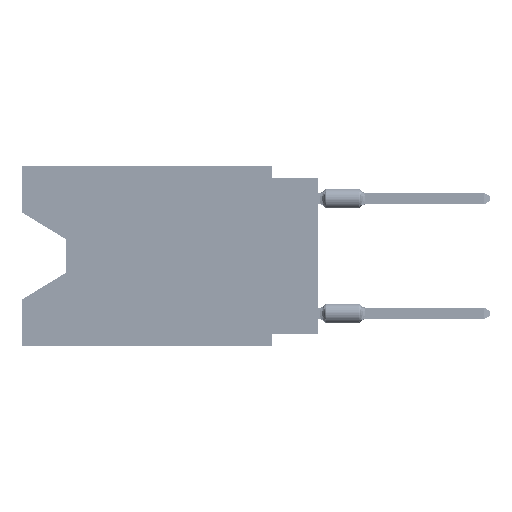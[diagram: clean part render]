
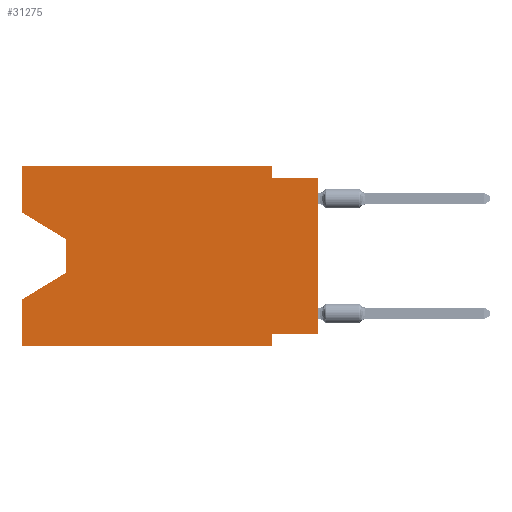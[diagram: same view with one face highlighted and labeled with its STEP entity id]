
A CAD part, left-side view. The second image highlights one B-rep face of the part: STEP entity #31275.
In plain terms, the highlighted planar face has unit normal (-1, 0, 0).
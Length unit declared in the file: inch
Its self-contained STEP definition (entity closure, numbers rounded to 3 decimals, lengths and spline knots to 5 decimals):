
#1060 = ORIENTED_EDGE ( 'NONE', *, *, #32726, .F. ) ;
#1792 = CARTESIAN_POINT ( 'NONE',  ( 0., 0.645, 0. ) ) ;
#2383 = ORIENTED_EDGE ( 'NONE', *, *, #39489, .F. ) ;
#3280 = CARTESIAN_POINT ( 'NONE',  ( 0., 0., -0.025 ) ) ;
#4318 = VECTOR ( 'NONE', #55863, 39.37008 ) ;
#7104 = AXIS2_PLACEMENT_3D ( 'NONE', #79957, #59180, #67119 ) ;
#8404 = LINE ( 'NONE', #1792, #17740 ) ;
#9932 = CARTESIAN_POINT ( 'NONE',  ( 0., 0.645, 0. ) ) ;
#10128 = ORIENTED_EDGE ( 'NONE', *, *, #62427, .F. ) ;
#11315 = CARTESIAN_POINT ( 'NONE',  ( 0., 0.55, -0.158 ) ) ;
#12052 = CARTESIAN_POINT ( 'NONE',  ( 0., 0.645, 0. ) ) ;
#12720 = VERTEX_POINT ( 'NONE', #17614 ) ;
#12990 = LINE ( 'NONE', #59768, #37714 ) ;
#13720 = FACE_OUTER_BOUND ( 'NONE', #60471, .T. ) ;
#13918 = DIRECTION ( 'NONE',  ( 0., 0., -1. ) ) ;
#15536 = CARTESIAN_POINT ( 'NONE',  ( 0., 0.1, -0.365 ) ) ;
#16908 = VECTOR ( 'NONE', #73656, 39.37008 ) ;
#17614 = CARTESIAN_POINT ( 'NONE',  ( 0., 0.1, -0.39 ) ) ;
#17740 = VECTOR ( 'NONE', #49448, 39.37008 ) ;
#19452 = VERTEX_POINT ( 'NONE', #15536 ) ;
#19779 = LINE ( 'NONE', #25537, #16908 ) ;
#20976 = VECTOR ( 'NONE', #50521, 39.37008 ) ;
#21851 = LINE ( 'NONE', #82779, #80075 ) ;
#22612 = EDGE_CURVE ( 'NONE', #69923, #76333, #19779, .T. ) ;
#23054 = CARTESIAN_POINT ( 'NONE',  ( 0., 0.55, -0.232 ) ) ;
#23384 = EDGE_CURVE ( 'NONE', #42155, #51473, #87032, .T. ) ;
#23588 = VECTOR ( 'NONE', #53453, 39.37008 ) ;
#24006 = EDGE_CURVE ( 'NONE', #45725, #69504, #63468, .T. ) ;
#24380 = EDGE_CURVE ( 'NONE', #19452, #12720, #57919, .T. ) ;
#25537 = CARTESIAN_POINT ( 'NONE',  ( 0., 0.1, 0. ) ) ;
#26443 = VECTOR ( 'NONE', #53632, 39.37008 ) ;
#28611 = DIRECTION ( 'NONE',  ( 0., -0.855, -0.519 ) ) ;
#28823 = LINE ( 'NONE', #43808, #66500 ) ;
#31275 = ADVANCED_FACE ( 'NONE', ( #13720 ), #64641, .F. ) ;
#32726 = EDGE_CURVE ( 'NONE', #42155, #19452, #28823, .T. ) ;
#32742 = VERTEX_POINT ( 'NONE', #50014 ) ;
#35147 = ORIENTED_EDGE ( 'NONE', *, *, #23384, .T. ) ;
#37714 = VECTOR ( 'NONE', #46518, 39.37008 ) ;
#38135 = CARTESIAN_POINT ( 'NONE',  ( 0., 0.1, 0. ) ) ;
#39489 = EDGE_CURVE ( 'NONE', #45725, #57277, #58438, .T. ) ;
#39925 = VERTEX_POINT ( 'NONE', #23054 ) ;
#42129 = DIRECTION ( 'NONE',  ( 0., -1., 0. ) ) ;
#42155 = VERTEX_POINT ( 'NONE', #53130 ) ;
#42198 = CARTESIAN_POINT ( 'NONE',  ( 0., 0.1, -0.39 ) ) ;
#43808 = CARTESIAN_POINT ( 'NONE',  ( 0., 0., -0.365 ) ) ;
#45609 = LINE ( 'NONE', #12052, #50873 ) ;
#45725 = VERTEX_POINT ( 'NONE', #75176 ) ;
#46518 = DIRECTION ( 'NONE',  ( 0., -1., 0. ) ) ;
#47162 = ORIENTED_EDGE ( 'NONE', *, *, #50629, .T. ) ;
#48568 = ORIENTED_EDGE ( 'NONE', *, *, #86904, .F. ) ;
#48895 = VERTEX_POINT ( 'NONE', #75371 ) ;
#49448 = DIRECTION ( 'NONE',  ( 0., 0., 1. ) ) ;
#50014 = CARTESIAN_POINT ( 'NONE',  ( 0., 0.645, -0.39 ) ) ;
#50521 = DIRECTION ( 'NONE',  ( 0., 0., 1. ) ) ;
#50629 = EDGE_CURVE ( 'NONE', #69504, #39925, #21851, .T. ) ;
#50873 = VECTOR ( 'NONE', #59706, 39.37008 ) ;
#51473 = VERTEX_POINT ( 'NONE', #65735 ) ;
#53130 = CARTESIAN_POINT ( 'NONE',  ( 0., 0., -0.365 ) ) ;
#53453 = DIRECTION ( 'NONE',  ( 0., 0., 1. ) ) ;
#53632 = DIRECTION ( 'NONE',  ( 0., 0.855, -0.519 ) ) ;
#54087 = CARTESIAN_POINT ( 'NONE',  ( 0., 0.55, -0.232 ) ) ;
#54544 = ORIENTED_EDGE ( 'NONE', *, *, #22612, .F. ) ;
#55863 = DIRECTION ( 'NONE',  ( 0., 0., -1. ) ) ;
#57277 = VERTEX_POINT ( 'NONE', #68154 ) ;
#57919 = LINE ( 'NONE', #42198, #4318 ) ;
#58438 = LINE ( 'NONE', #9932, #20976 ) ;
#59135 = EDGE_CURVE ( 'NONE', #76333, #51473, #76115, .T. ) ;
#59180 = DIRECTION ( 'NONE',  ( 1., 0., 0. ) ) ;
#59452 = ORIENTED_EDGE ( 'NONE', *, *, #66106, .T. ) ;
#59706 = DIRECTION ( 'NONE',  ( 0., -1., 0. ) ) ;
#59768 = CARTESIAN_POINT ( 'NONE',  ( 0., 0.645, -0.39 ) ) ;
#60471 = EDGE_LOOP ( 'NONE', ( #71299, #47162, #62302, #10128, #59452, #76566, #1060, #35147, #67857, #54544, #48568, #2383 ) ) ;
#60615 = VECTOR ( 'NONE', #28611, 39.37008 ) ;
#62302 = ORIENTED_EDGE ( 'NONE', *, *, #74462, .T. ) ;
#62427 = EDGE_CURVE ( 'NONE', #32742, #48895, #8404, .T. ) ;
#62809 = DIRECTION ( 'NONE',  ( 0., 1., 0. ) ) ;
#63468 = LINE ( 'NONE', #69229, #60615 ) ;
#64641 = PLANE ( 'NONE',  #7104 ) ;
#65735 = CARTESIAN_POINT ( 'NONE',  ( 0., 0., -0.025 ) ) ;
#66106 = EDGE_CURVE ( 'NONE', #32742, #12720, #12990, .T. ) ;
#66500 = VECTOR ( 'NONE', #62809, 39.37008 ) ;
#67119 = DIRECTION ( 'NONE',  ( 0., 0., -1. ) ) ;
#67857 = ORIENTED_EDGE ( 'NONE', *, *, #59135, .F. ) ;
#68154 = CARTESIAN_POINT ( 'NONE',  ( 0., 0.645, 0. ) ) ;
#69229 = CARTESIAN_POINT ( 'NONE',  ( 0., 0.645, -0.10025 ) ) ;
#69504 = VERTEX_POINT ( 'NONE', #11315 ) ;
#69923 = VERTEX_POINT ( 'NONE', #38135 ) ;
#71299 = ORIENTED_EDGE ( 'NONE', *, *, #24006, .T. ) ;
#73331 = CARTESIAN_POINT ( 'NONE',  ( 0., 0., 0. ) ) ;
#73656 = DIRECTION ( 'NONE',  ( 0., 0., -1. ) ) ;
#74462 = EDGE_CURVE ( 'NONE', #39925, #48895, #74827, .T. ) ;
#74827 = LINE ( 'NONE', #54087, #26443 ) ;
#75176 = CARTESIAN_POINT ( 'NONE',  ( 0., 0.645, -0.10025 ) ) ;
#75371 = CARTESIAN_POINT ( 'NONE',  ( 0., 0.645, -0.28975 ) ) ;
#76115 = LINE ( 'NONE', #3280, #83621 ) ;
#76333 = VERTEX_POINT ( 'NONE', #84366 ) ;
#76566 = ORIENTED_EDGE ( 'NONE', *, *, #24380, .F. ) ;
#79957 = CARTESIAN_POINT ( 'NONE',  ( 0., 0.645, 0. ) ) ;
#80075 = VECTOR ( 'NONE', #13918, 39.37008 ) ;
#82779 = CARTESIAN_POINT ( 'NONE',  ( 0., 0.55, -0.158 ) ) ;
#83621 = VECTOR ( 'NONE', #42129, 39.37008 ) ;
#84366 = CARTESIAN_POINT ( 'NONE',  ( 0., 0.1, -0.025 ) ) ;
#86904 = EDGE_CURVE ( 'NONE', #57277, #69923, #45609, .T. ) ;
#87032 = LINE ( 'NONE', #73331, #23588 ) ;
